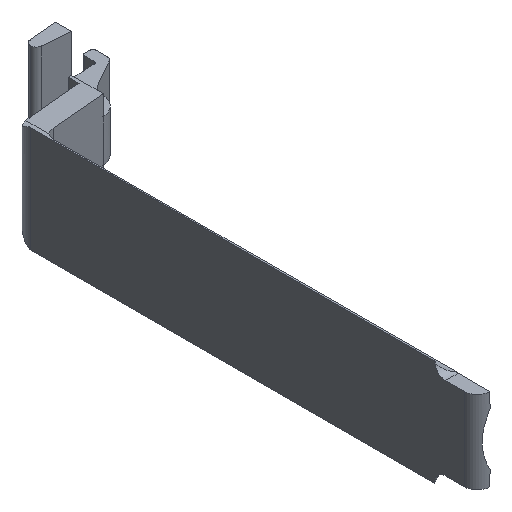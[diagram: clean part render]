
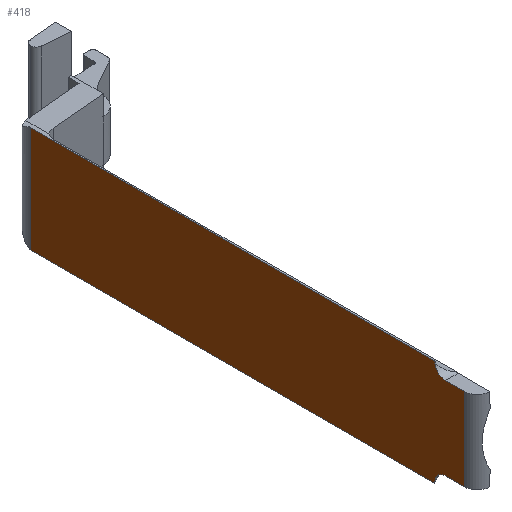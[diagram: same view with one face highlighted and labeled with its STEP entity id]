
A CAD part, isometric view. The second image highlights one B-rep face of the part: STEP entity #418.
In plain terms, the highlighted planar face has unit normal (-1, 0, 0).
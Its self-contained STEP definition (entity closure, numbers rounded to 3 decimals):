
#3 = ORIENTED_EDGE ( 'NONE', *, *, #482, .T. ) ;
#18 = VECTOR ( 'NONE', #597, 1000. ) ;
#65 = ORIENTED_EDGE ( 'NONE', *, *, #1249, .F. ) ;
#74 = EDGE_CURVE ( 'NONE', #658, #323, #596, .T. ) ;
#134 = CARTESIAN_POINT ( 'NONE',  ( 0., 42.167, -5. ) ) ;
#149 = CARTESIAN_POINT ( 'NONE',  ( 0., 4., -5. ) ) ;
#160 = ORIENTED_EDGE ( 'NONE', *, *, #1106, .F. ) ;
#182 = CARTESIAN_POINT ( 'NONE',  ( 0., 54.251, -5. ) ) ;
#242 = DIRECTION ( 'NONE',  ( 0., -1., 0. ) ) ;
#246 = CARTESIAN_POINT ( 'NONE',  ( 0., 3., -3.9 ) ) ;
#293 = DIRECTION ( 'NONE',  ( 0., 0., -1. ) ) ;
#296 = DIRECTION ( 'NONE',  ( 1., 0., 0. ) ) ;
#301 = PLANE ( 'NONE',  #599 ) ;
#308 = CARTESIAN_POINT ( 'NONE',  ( 0., 1.2, 7.5 ) ) ;
#323 = VERTEX_POINT ( 'NONE', #441 ) ;
#353 = CARTESIAN_POINT ( 'NONE',  ( 0., 1.2, -3.9 ) ) ;
#395 = VERTEX_POINT ( 'NONE', #353 ) ;
#400 = DIRECTION ( 'NONE',  ( 0., 0., -1. ) ) ;
#404 = DIRECTION ( 'NONE',  ( -1., 0., 0. ) ) ;
#409 = CARTESIAN_POINT ( 'NONE',  ( 0., 3., 4.905 ) ) ;
#415 = AXIS2_PLACEMENT_3D ( 'NONE', #1308, #1304, #1303 ) ;
#418 = ADVANCED_FACE ( 'NONE', ( #1196 ), #301, .F. ) ;
#441 = CARTESIAN_POINT ( 'NONE',  ( 0., 4., 5. ) ) ;
#462 = VERTEX_POINT ( 'NONE', #246 ) ;
#477 = AXIS2_PLACEMENT_3D ( 'NONE', #409, #404, #400 ) ;
#482 = EDGE_CURVE ( 'NONE', #526, #503, #1166, .T. ) ;
#503 = VERTEX_POINT ( 'NONE', #149 ) ;
#509 = CARTESIAN_POINT ( 'NONE',  ( 0., 1.2, 3.9 ) ) ;
#526 = VERTEX_POINT ( 'NONE', #134 ) ;
#573 = CARTESIAN_POINT ( 'NONE',  ( 0., 42.167, 5. ) ) ;
#596 = LINE ( 'NONE', #806, #18 ) ;
#597 = DIRECTION ( 'NONE',  ( 0., -1., 0. ) ) ;
#599 = AXIS2_PLACEMENT_3D ( 'NONE', #308, #296, #293 ) ;
#625 = CIRCLE ( 'NONE', #477, 1.005 ) ;
#658 = VERTEX_POINT ( 'NONE', #573 ) ;
#682 = CARTESIAN_POINT ( 'NONE',  ( 0., 0., 3.9 ) ) ;
#685 = DIRECTION ( 'NONE',  ( 0., -1., 0. ) ) ;
#687 = EDGE_CURVE ( 'NONE', #462, #503, #1244, .T. ) ;
#718 = ORIENTED_EDGE ( 'NONE', *, *, #74, .F. ) ;
#740 = VERTEX_POINT ( 'NONE', #1213 ) ;
#742 = DIRECTION ( 'NONE',  ( 0., 1., 0. ) ) ;
#748 = CARTESIAN_POINT ( 'NONE',  ( 0., 0., -3.9 ) ) ;
#789 = VECTOR ( 'NONE', #685, 1000. ) ;
#806 = CARTESIAN_POINT ( 'NONE',  ( 0., 54.251, 5. ) ) ;
#819 = LINE ( 'NONE', #682, #789 ) ;
#852 = VECTOR ( 'NONE', #742, 1000. ) ;
#860 = ORIENTED_EDGE ( 'NONE', *, *, #867, .T. ) ;
#867 = EDGE_CURVE ( 'NONE', #658, #526, #1140, .T. ) ;
#879 = LINE ( 'NONE', #748, #852 ) ;
#886 = EDGE_CURVE ( 'NONE', #1187, #395, #1143, .T. ) ;
#977 = VECTOR ( 'NONE', #1025, 1000. ) ;
#1003 = ORIENTED_EDGE ( 'NONE', *, *, #886, .F. ) ;
#1022 = EDGE_LOOP ( 'NONE', ( #160, #65, #718, #860, #3, #1270, #1263, #1003 ) ) ;
#1025 = DIRECTION ( 'NONE',  ( 0., 0., -1. ) ) ;
#1029 = CARTESIAN_POINT ( 'NONE',  ( 0., 1.2, 7.5 ) ) ;
#1046 = EDGE_CURVE ( 'NONE', #395, #462, #879, .T. ) ;
#1106 = EDGE_CURVE ( 'NONE', #740, #1187, #819, .T. ) ;
#1119 = DIRECTION ( 'NONE',  ( 0., 0., -1. ) ) ;
#1125 = CARTESIAN_POINT ( 'NONE',  ( 0., 42.167, 7.5 ) ) ;
#1140 = LINE ( 'NONE', #1125, #1148 ) ;
#1143 = LINE ( 'NONE', #1029, #977 ) ;
#1148 = VECTOR ( 'NONE', #1119, 1000. ) ;
#1166 = LINE ( 'NONE', #182, #1172 ) ;
#1172 = VECTOR ( 'NONE', #242, 1000. ) ;
#1187 = VERTEX_POINT ( 'NONE', #509 ) ;
#1196 = FACE_OUTER_BOUND ( 'NONE', #1022, .T. ) ;
#1213 = CARTESIAN_POINT ( 'NONE',  ( 0., 3., 3.9 ) ) ;
#1244 = CIRCLE ( 'NONE', #415, 1.005 ) ;
#1249 = EDGE_CURVE ( 'NONE', #323, #740, #625, .T. ) ;
#1263 = ORIENTED_EDGE ( 'NONE', *, *, #1046, .F. ) ;
#1270 = ORIENTED_EDGE ( 'NONE', *, *, #687, .F. ) ;
#1303 = DIRECTION ( 'NONE',  ( 0., 0., 1. ) ) ;
#1304 = DIRECTION ( 'NONE',  ( -1., 0., 0. ) ) ;
#1308 = CARTESIAN_POINT ( 'NONE',  ( 0., 3., -4.905 ) ) ;
